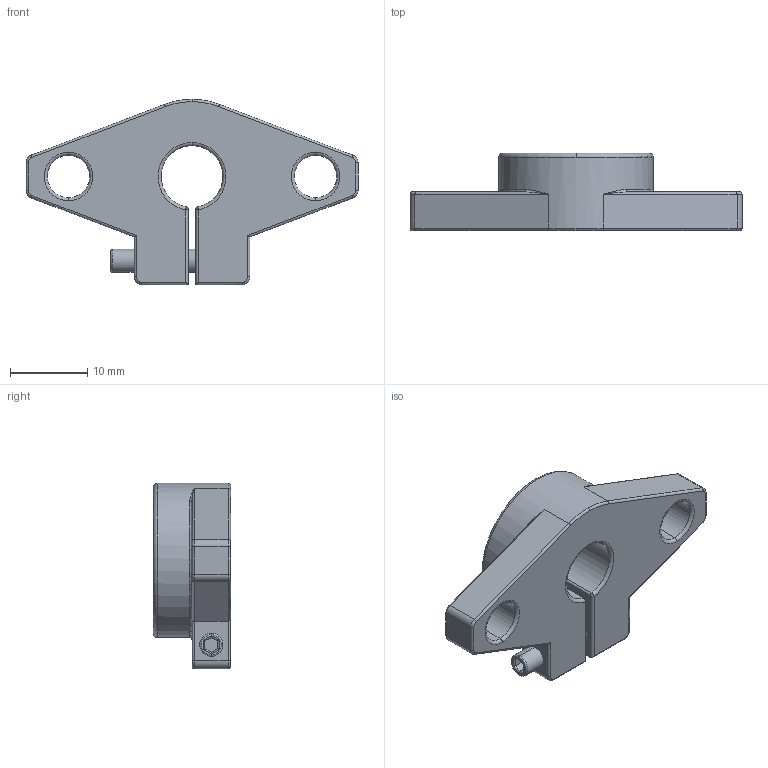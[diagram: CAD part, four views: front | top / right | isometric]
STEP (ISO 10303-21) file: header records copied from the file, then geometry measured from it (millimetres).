
FILE_DESCRIPTION (( 'STEP AP203' ), '1' );
FILE_NAME ('Shf 8mm.STEP', '2017-03-20T22:07:00', ( '' ), ( '' ), 'SwSTEP 2.0', 'SolidWorks 2016', '' );
FILE_SCHEMA (( 'CONFIG_CONTROL_DESIGN' ));
Length unit declared in the file: millimetre
Products named in the file (1): Shf 8mm
Bounding box: 43 x 10 x 24 mm (x, y, z)
Volume: 3895.7 mm3; surface area: 2548.1 mm2
Topology: 1 solids, 1 shells, 125 faces, 290 edges, 168 vertices
Faces by surface type: cylinder 56, torus 34, plane 25, bspline 10
Entity records: 3841 total; most frequent: CARTESIAN_POINT 950, DIRECTION 626, ORIENTED_EDGE 576, EDGE_CURVE 288, AXIS2_PLACEMENT_3D 256, VERTEX_POINT 168, CIRCLE 140, EDGE_LOOP 134
